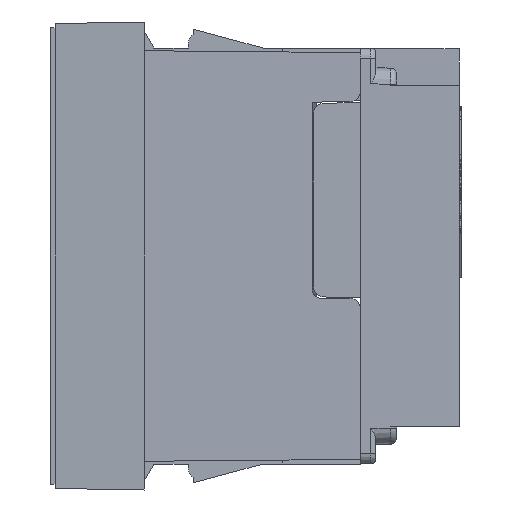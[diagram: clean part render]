
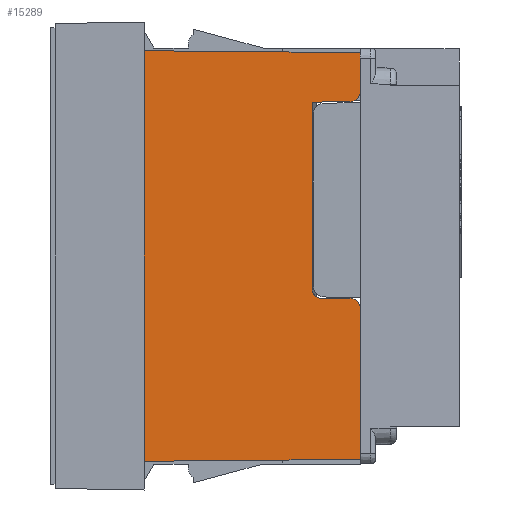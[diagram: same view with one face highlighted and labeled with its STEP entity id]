
A CAD part, left-side view. The second image highlights one B-rep face of the part: STEP entity #15289.
In plain terms, the highlighted face is planar.
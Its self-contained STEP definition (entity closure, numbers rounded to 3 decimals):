
#4988=DIRECTION('',(0.,-1.,0.));
#4989=VECTOR('',#4988,3.724);
#4990=CARTESIAN_POINT('',(-42.056,19.556,29.75));
#4991=LINE('',#4990,#4989);
#4992=DIRECTION('',(0.,-1.,0.));
#4993=VECTOR('',#4992,14.474);
#4994=CARTESIAN_POINT('',(-42.056,-5.081,29.75));
#4995=LINE('',#4994,#4993);
#4996=DIRECTION('',(-0.009,-0.009,-1.));
#4997=VECTOR('',#4996,20.752);
#4998=CARTESIAN_POINT('',(-42.056,-19.556,29.75));
#4999=LINE('',#4998,#4997);
#5000=DIRECTION('',(0.,-1.,0.));
#5001=VECTOR('',#5000,39.473);
#5002=CARTESIAN_POINT('',(-42.237,19.737,9.));
#5003=LINE('',#5002,#5001);
#5110=CARTESIAN_POINT('',(-42.064,-4.081,
28.759));
#5111=CARTESIAN_POINT('',(-42.063,-4.083,
28.924));
#5112=CARTESIAN_POINT('',(-42.061,-4.156,
29.183));
#5113=CARTESIAN_POINT('',(-42.058,-4.363,
29.475));
#5114=CARTESIAN_POINT('',(-42.056,-4.656,
29.679));
#5115=CARTESIAN_POINT('',(-42.056,-4.916,29.75));
#5116=CARTESIAN_POINT('',(-42.056,-5.081,29.75));
#5134=DIRECTION('',(0.009,-0.009,1.));
#5135=VECTOR('',#5134,2.816);
#5136=CARTESIAN_POINT('',(-42.089,-4.057,
25.943));
#5137=LINE('',#5136,#5135);
#5142=CARTESIAN_POINT('',(-42.096,-3.257,25.15));
#5143=CARTESIAN_POINT('',(-42.096,-3.389,25.15));
#5144=CARTESIAN_POINT('',(-42.095,-3.597,
25.207));
#5145=CARTESIAN_POINT('',(-42.094,-3.832,
25.37));
#5146=CARTESIAN_POINT('',(-42.092,-3.997,
25.604));
#5147=CARTESIAN_POINT('',(-42.09,-4.056,
25.811));
#5148=CARTESIAN_POINT('',(-42.089,-4.057,
25.943));
#5166=DIRECTION('',(0.,-1.,0.));
#5167=VECTOR('',#5166,18.057);
#5168=CARTESIAN_POINT('',(-42.096,14.8,25.15));
#5169=LINE('',#5168,#5167);
#5182=DIRECTION('',(-0.009,-0.009,-1.));
#5183=VECTOR('',#5182,3.609);
#5184=CARTESIAN_POINT('',(-42.064,14.831,28.759));
#5185=LINE('',#5184,#5183);
#6654=DIRECTION('',(-0.009,0.009,-1.));
#6655=VECTOR('',#6654,20.752);
#6656=CARTESIAN_POINT('',(-42.056,19.556,29.75));
#6657=LINE('',#6656,#6655);
#11818=CARTESIAN_POINT('',(-42.056,15.831,29.75));
#11819=CARTESIAN_POINT('',(-42.056,15.666,29.75));
#11820=CARTESIAN_POINT('',(-42.056,15.406,
29.679));
#11821=CARTESIAN_POINT('',(-42.058,15.113,
29.475));
#11822=CARTESIAN_POINT('',(-42.061,14.906,
29.183));
#11823=CARTESIAN_POINT('',(-42.063,14.833,
28.924));
#11824=CARTESIAN_POINT('',(-42.064,14.831,
28.759));
#12432=CARTESIAN_POINT('',(-42.089,-4.057,
25.943));
#12434=VERTEX_POINT('',#12432);
#12545=CARTESIAN_POINT('',(-42.096,-3.257,25.15));
#12547=VERTEX_POINT('',#12545);
#12552=CARTESIAN_POINT('',(-42.064,14.831,
28.759));
#12553=CARTESIAN_POINT('',(-42.096,14.8,25.15));
#12554=VERTEX_POINT('',#12552);
#12555=VERTEX_POINT('',#12553);
#13680=VERTEX_POINT('',#11818);
#13805=CARTESIAN_POINT('',(-42.064,-4.081,
28.759));
#13806=VERTEX_POINT('',#13805);
#14128=VERTEX_POINT('',#5116);
#14413=CARTESIAN_POINT('',(-42.056,19.556,29.75));
#14414=CARTESIAN_POINT('',(-42.237,19.737,9.));
#14415=VERTEX_POINT('',#14413);
#14416=VERTEX_POINT('',#14414);
#14417=CARTESIAN_POINT('',(-42.056,-19.556,29.75));
#14418=CARTESIAN_POINT('',(-42.237,-19.737,9.));
#14419=VERTEX_POINT('',#14417);
#14420=VERTEX_POINT('',#14418);
#15261=CARTESIAN_POINT('',(-42.3,0.,1.75));
#15262=DIRECTION('',(-1.,0.,0.009));
#15263=DIRECTION('',(0.009,0.,1.));
#15264=AXIS2_PLACEMENT_3D('',#15261,#15262,#15263);
#15265=PLANE('',#15264);
#15267=ORIENTED_EDGE('',*,*,#15266,.F.);
#15269=ORIENTED_EDGE('',*,*,#15268,.F.);
#15270=ORIENTED_EDGE('',*,*,#15170,.T.);
#15272=ORIENTED_EDGE('',*,*,#15271,.T.);
#15274=ORIENTED_EDGE('',*,*,#15273,.T.);
#15276=ORIENTED_EDGE('',*,*,#15275,.T.);
#15278=ORIENTED_EDGE('',*,*,#15277,.T.);
#15280=ORIENTED_EDGE('',*,*,#15279,.T.);
#15282=ORIENTED_EDGE('',*,*,#15281,.T.);
#15284=ORIENTED_EDGE('',*,*,#15283,.T.);
#15286=ORIENTED_EDGE('',*,*,#15285,.T.);
#15287=EDGE_LOOP('',(#15267,#15269,#15270,#15272,#15274,#15276,#15278,#15280,
#15282,#15284,#15286));
#15288=FACE_OUTER_BOUND('',#15287,.F.);
#15289=ADVANCED_FACE('',(#15288),#15265,.T.);
#5117=B_SPLINE_CURVE_WITH_KNOTS('',3,(#5110,#5111,#5112,#5113,#5114,#5115,
#5116),.UNSPECIFIED.,.F.,.F.,(4,1,1,1,4),(0.,0.25,0.5,0.75,1.),
.UNSPECIFIED.);
#5149=B_SPLINE_CURVE_WITH_KNOTS('',3,(#5142,#5143,#5144,#5145,#5146,#5147,
#5148),.UNSPECIFIED.,.F.,.F.,(4,1,1,1,4),(0.,0.25,0.5,0.75,1.),
.UNSPECIFIED.);
#11825=B_SPLINE_CURVE_WITH_KNOTS('',3,(#11818,#11819,#11820,#11821,#11822,
#11823,#11824),.UNSPECIFIED.,.F.,.F.,(4,1,1,1,4),(0.,0.25,0.5,0.75,
1.),.UNSPECIFIED.);
#15170=EDGE_CURVE('',#14415,#13680,#4991,.T.);
#15266=EDGE_CURVE('',#14416,#14420,#5003,.T.);
#15268=EDGE_CURVE('',#14415,#14416,#6657,.T.);
#15271=EDGE_CURVE('',#13680,#12554,#11825,.T.);
#15273=EDGE_CURVE('',#12554,#12555,#5185,.T.);
#15275=EDGE_CURVE('',#12555,#12547,#5169,.T.);
#15277=EDGE_CURVE('',#12547,#12434,#5149,.T.);
#15279=EDGE_CURVE('',#12434,#13806,#5137,.T.);
#15281=EDGE_CURVE('',#13806,#14128,#5117,.T.);
#15283=EDGE_CURVE('',#14128,#14419,#4995,.T.);
#15285=EDGE_CURVE('',#14419,#14420,#4999,.T.);
